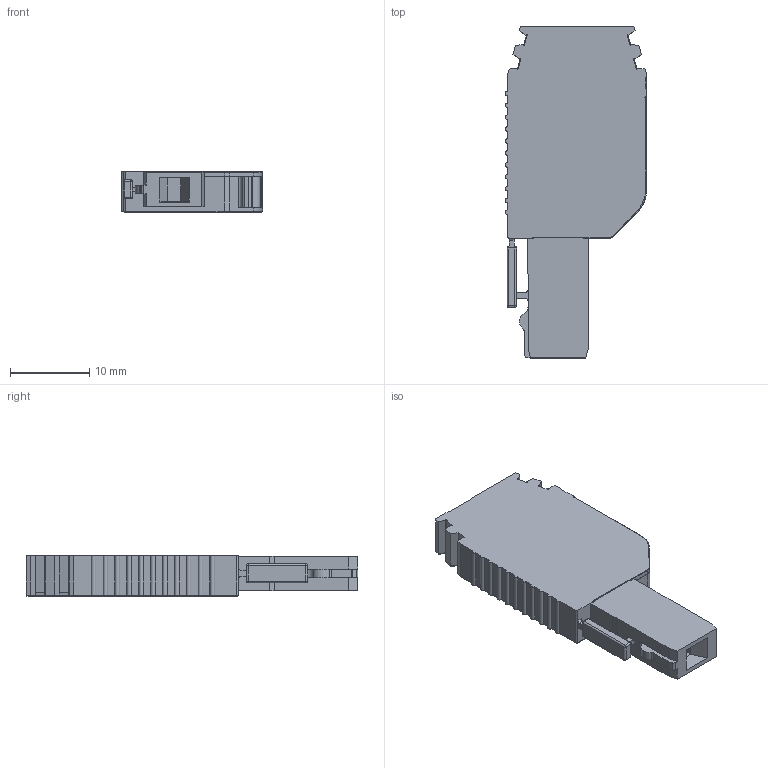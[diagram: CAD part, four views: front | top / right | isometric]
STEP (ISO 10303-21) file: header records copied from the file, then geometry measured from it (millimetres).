
FILE_DESCRIPTION (( 'STEP AP214' ), '1' );
FILE_NAME ('310209_SG_PT 2.5_1_GR.STP', '2016-07-29T04:54:02', ( '' ), ( '' ), 'SwSTEP 2.0', 'SolidWorks 2016', '' );
FILE_SCHEMA (( 'AUTOMOTIVE_DESIGN' ));
Length unit declared in the file: millimetre
Products named in the file (1): 310209_SG_PT 2.5_1_GR
Bounding box: 17.82 x 41.9 x 5.15 mm (x, y, z)
Volume: 2619 mm3; surface area: 1967.4 mm2
Topology: 1 solids, 2 shells, 291 faces, 813 edges, 523 vertices
Faces by surface type: plane 208, cylinder 75, sphere 8
Entity records: 9240 total; most frequent: CARTESIAN_POINT 1644, ORIENTED_EDGE 1610, DIRECTION 1532, EDGE_CURVE 805, VECTOR 646, LINE 646, VERTEX_POINT 523, AXIS2_PLACEMENT_3D 443
